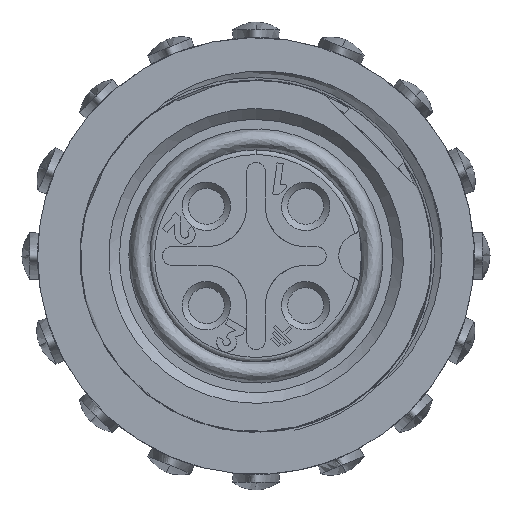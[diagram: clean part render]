
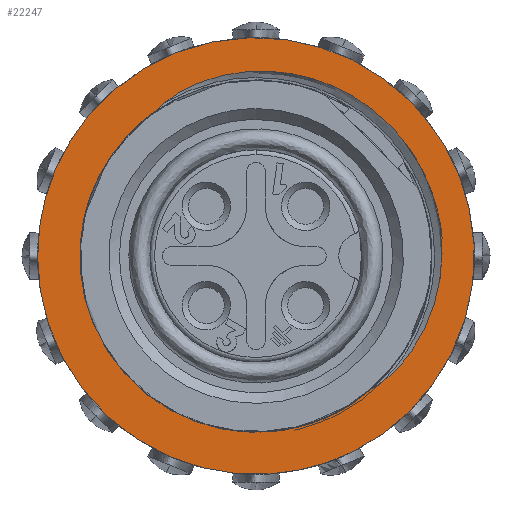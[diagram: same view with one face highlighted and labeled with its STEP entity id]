
A CAD part, left-side view. The second image highlights one B-rep face of the part: STEP entity #22247.
In plain terms, the highlighted free-form (B-spline) face has degree [1, 1] with [2, 2] control points.
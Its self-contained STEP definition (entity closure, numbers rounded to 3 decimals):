
#20547=CARTESIAN_POINT('V119',(0.0,-11.917,
   -1.412));
#20548=VERTEX_POINT('V119',#20547);
#20616=CARTESIAN_POINT('V121',(0.0,-0.059,
   -11.438));
#20617=VERTEX_POINT('V121',#20616);
#20670=CARTESIAN_POINT('E212',(0.0,-11.917,
   -1.412));
#20671=CARTESIAN_POINT('E212',(0.0,-11.532,
   -4.664));
#20672=CARTESIAN_POINT('E212',(0.,-9.798,
   -7.623));
#20673=CARTESIAN_POINT('E212',(0.,-6.318,
   -10.075));
#20674=CARTESIAN_POINT('E212',(0.,-5.466,
   -10.526));
#20675=CARTESIAN_POINT('E212',(0.,-3.661,
   -11.196));
#20676=CARTESIAN_POINT('E212',(0.,-2.702,
   -11.415));
#20677=CARTESIAN_POINT('E212',(0.,-1.213,
   -11.525));
#20678=CARTESIAN_POINT('E212',(0.0,-0.592,
   -11.523));
#20679=CARTESIAN_POINT('E212',(0.0,-0.059,
   -11.438));
#20680=B_SPLINE_CURVE_WITH_KNOTS('E212',3,(#20670,#20671,#20672,
   #20673,#20674,#20675,#20676,#20677,#20678,#20679),.UNSPECIFIED.,
   .F.,.U.,(4,2,2,2,4),(0.0,0.573,0.74,
   0.908,1.0),.UNSPECIFIED.);
#20681=EDGE_CURVE('E212',#20548,#20617,#20680,.T.);
#20949=CARTESIAN_POINT('V120',(0.,-2.73,
   11.108));
#20950=VERTEX_POINT('V120',#20949);
#21017=CARTESIAN_POINT('E209',(0.,-2.73,
   11.108));
#21018=CARTESIAN_POINT('E209',(0.,-3.602,
   11.041));
#21019=CARTESIAN_POINT('E209',(0.,-4.616,
   10.714));
#21020=CARTESIAN_POINT('E209',(0.,-7.3,
   9.532));
#21021=CARTESIAN_POINT('E209',(0.,-8.967,
   8.072));
#21022=CARTESIAN_POINT('E209',(0.,-11.611,
   4.));
#21023=CARTESIAN_POINT('E209',(0.,-12.236,
   1.282));
#21024=CARTESIAN_POINT('E209',(0.,-11.917,
   -1.412));
#21025=B_SPLINE_CURVE_WITH_KNOTS('E209',3,(#21017,#21018,#21019,
   #21020,#21021,#21022,#21023,#21024),.UNSPECIFIED.,.F.,.U.,(4,2,2,
   4),(0.0,0.14,0.519,1.0),.UNSPECIFIED.
   );
#21026=EDGE_CURVE('E209',#20950,#20548,#21025,.T.);
#21317=CARTESIAN_POINT('V112',(0.0,-1.886,
   11.141));
#21318=VERTEX_POINT('V112',#21317);
#21319=CARTESIAN_POINT('E214',(0.,-1.886,
   11.141));
#21320=CARTESIAN_POINT('E214',(0.,-2.168,
   11.141));
#21321=CARTESIAN_POINT('E214',(0.,-2.449,
   11.13));
#21322=CARTESIAN_POINT('E214',(0.,-2.73,
   11.108));
#21323=B_SPLINE_CURVE_WITH_KNOTS('E214',3,(#21319,#21320,#21321,
   #21322),.UNSPECIFIED.,.F.,.U.,(4,4),(0.0,0.302),
   .UNSPECIFIED.);
#21324=EDGE_CURVE('E214',#21318,#20950,#21323,.T.);
#21360=CARTESIAN_POINT('V115',(0.0,0.77,
   -11.274));
#21361=VERTEX_POINT('V115',#21360);
#21362=CARTESIAN_POINT('E202',(0.0,0.77,
   -11.274));
#21363=CARTESIAN_POINT('E202',(0.0,3.382,
   -11.095));
#21364=CARTESIAN_POINT('E202',(0.0,5.65,
   -9.786));
#21365=CARTESIAN_POINT('E202',(0.0,22.6,0.)
   );
#21366=CARTESIAN_POINT('E202',(0.0,5.65,
   9.786));
#21367=CARTESIAN_POINT('E202',(0.0,2.126,
   11.821));
#21368=CARTESIAN_POINT('E202',(0.0,-1.886,
   11.141));
#21376=(BOUNDED_CURVE()B_SPLINE_CURVE(2,(#21362,#21363,#21364,
   #21365,#21366,#21367,#21368),.CIRCULAR_ARC.,.F.,.U.)
   B_SPLINE_CURVE_WITH_KNOTS((3,2,2,3),(0.255,
   0.333,0.667,0.781),
   .UNSPECIFIED.)CURVE()GEOMETRIC_REPRESENTATION_ITEM()
   RATIONAL_B_SPLINE_CURVE((0.82,0.882,
   1.0,0.5,1.0,0.828,0.774))
   REPRESENTATION_ITEM('E202'));
#21377=EDGE_CURVE('E202',#21361,#21318,#21376,.T.);
#21572=CARTESIAN_POINT('E215',(0.0,-0.059,
   -11.438));
#21573=CARTESIAN_POINT('E215',(0.0,0.22,
   -11.394));
#21574=CARTESIAN_POINT('E215',(0.0,0.496,
   -11.339));
#21575=CARTESIAN_POINT('E215',(0.0,0.77,
   -11.274));
#21576=B_SPLINE_CURVE_WITH_KNOTS('E215',3,(#21572,#21573,#21574,
   #21575),.UNSPECIFIED.,.F.,.U.,(4,4),(0.0,0.302),
   .UNSPECIFIED.);
#21577=EDGE_CURVE('E215',#20617,#21361,#21576,.T.);
#22131=CARTESIAN_POINT('V50',(0.,-14.0,0.0));
#22132=VERTEX_POINT('V50',#22131);
#22138=CARTESIAN_POINT('E67',(0.,-14.0,0.0));
#22139=CARTESIAN_POINT('E67',(0.,-14.0,
   24.249));
#22140=CARTESIAN_POINT('E67',(0.,7.0,12.124)
   );
#22141=CARTESIAN_POINT('E67',(0.,28.0,0.));
#22142=CARTESIAN_POINT('E67',(0.,7.0,-12.124)
   );
#22143=CARTESIAN_POINT('E67',(0.,-14.0,
   -24.249));
#22144=CARTESIAN_POINT('E67',(0.,-14.0,0.0));
#22152=(BOUNDED_CURVE()B_SPLINE_CURVE(2,(#22138,#22139,#22140,
   #22141,#22142,#22143,#22144),.CIRCULAR_ARC.,.T.,.U.)
   B_SPLINE_CURVE_WITH_KNOTS((3,2,2,3),(0.0,0.333,
   0.667,1.0),.UNSPECIFIED.)CURVE()
   GEOMETRIC_REPRESENTATION_ITEM()RATIONAL_B_SPLINE_CURVE((1.0,
   0.5,1.0,0.5,1.0,0.5,1.0)
   )REPRESENTATION_ITEM('E67'));
#22153=EDGE_CURVE('E67',#22132,#22132,#22152,.T.);
#22212=CARTESIAN_POINT('F83',(0.0,-15.4,
   15.4));
#22213=CARTESIAN_POINT('F83',(0.0,15.4,
   15.4));
#22214=CARTESIAN_POINT('F83',(0.0,-15.4,
   -15.4));
#22215=CARTESIAN_POINT('F83',(0.0,15.4,
   -15.4));
#22216=QUASI_UNIFORM_SURFACE('F83',1,1,((#22212,#22214),(#22213,
   #22215)),.PLANE_SURF.,.F.,.F.,.U.);
#22217=ORIENTED_EDGE('E67',*,*,#22153,.T.);
#22218=EDGE_LOOP('F83',(#22217));
#22219=FACE_OUTER_BOUND('F83',#22218,.T.);
#22220=CARTESIAN_POINT('V122',(0.0,0.,12.0));
#22221=VERTEX_POINT('V122',#22220);
#22222=CARTESIAN_POINT('E216',(0.0,-11.917,
   -1.412));
#22223=CARTESIAN_POINT('E216',(0.0,-12.0,-0.708));
#22224=CARTESIAN_POINT('E216',(0.0,-12.0,0.));
#22225=CARTESIAN_POINT('E216',(0.0,-12.0,12.0));
#22226=CARTESIAN_POINT('E216',(0.0,0.,12.0));
#22234=(BOUNDED_CURVE()B_SPLINE_CURVE(2,(#22222,#22223,#22224,
   #22225,#22226),.CIRCULAR_ARC.,.F.,.U.)B_SPLINE_CURVE_WITH_KNOTS(
   (3,2,3),(0.0,0.039,0.519),.UNSPECIFIED.
   )CURVE()GEOMETRIC_REPRESENTATION_ITEM()RATIONAL_B_SPLINE_CURVE((
   0.956,0.976,1.0,0.707,1.0))
   REPRESENTATION_ITEM('E216'));
#22235=EDGE_CURVE('E216',#20548,#22221,#22234,.T.);
#22236=ORIENTED_EDGE('E216',*,*,#22235,.T.);
#22237=ORIENTED_EDGE('E216',*,*,#22235,.F.);
#22238=EDGE_LOOP('F83',(#22236,#22237));
#22239=FACE_BOUND('F83',#22238,.T.);
#22240=ORIENTED_EDGE('F79',*,*,#21026,.T.);
#22241=ORIENTED_EDGE('F80',*,*,#20681,.T.);
#22242=ORIENTED_EDGE('E215',*,*,#21577,.T.);
#22243=ORIENTED_EDGE('E202',*,*,#21377,.T.);
#22244=ORIENTED_EDGE('E214',*,*,#21324,.T.);
#22245=EDGE_LOOP('F83',(#22240,#22241,#22242,#22243,#22244));
#22246=FACE_BOUND('F83',#22245,.T.);
#22247=ADVANCED_FACE('F83',(#22219,#22239,#22246),#22216,.T.);
